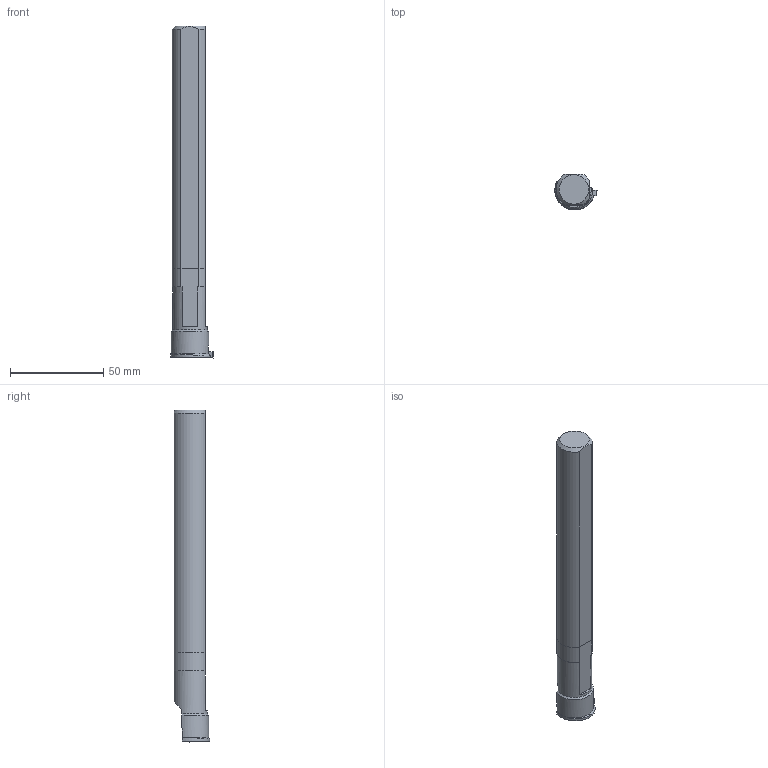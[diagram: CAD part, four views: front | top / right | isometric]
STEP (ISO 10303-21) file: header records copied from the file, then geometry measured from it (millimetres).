
FILE_DESCRIPTION(/* description */ (''),/* implementation_level */ '2;1');
FILE_NAME(/* name */ 'CNL000757-10.stp',/* time_stamp */ '2018-03-29T15:40:12+05:00',/* author */ (''),/* organization */ (''),/* preprocessor_version */ 'ST-DEVELOPER v16',/* originating_system */ 'SIEMENS PLM Software NX 11.0',/* authorisation */ '');
FILE_SCHEMA (('AUTOMOTIVE_DESIGN { 1 0 10303 214 3 1 1 1 }'));
Length unit declared in the file: millimetre
Products named in the file (1): inpu0DA827E4h4d1
Bounding box: 22.65 x 18.93 x 177.78 mm (x, y, z)
Volume: 44891.9 mm3; surface area: 11520 mm2
Topology: 3 solids, 3 shells, 43 faces, 111 edges, 74 vertices
Faces by surface type: plane 30, cylinder 10, cone 3
Entity records: 1395 total; most frequent: CARTESIAN_POINT 265, DIRECTION 227, ORIENTED_EDGE 218, EDGE_CURVE 109, AXIS2_PLACEMENT_3D 79, VERTEX_POINT 73, LINE 69, VECTOR 69
